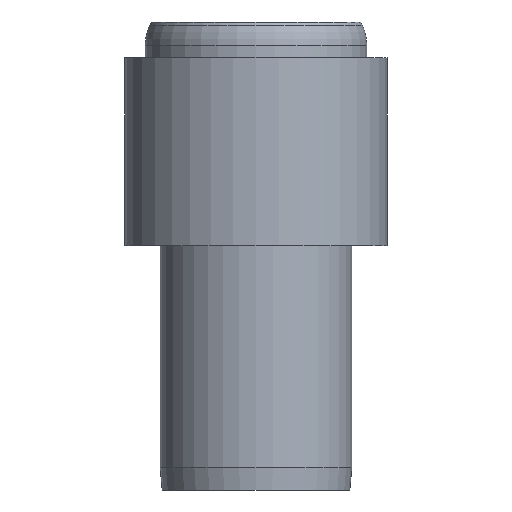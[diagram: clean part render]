
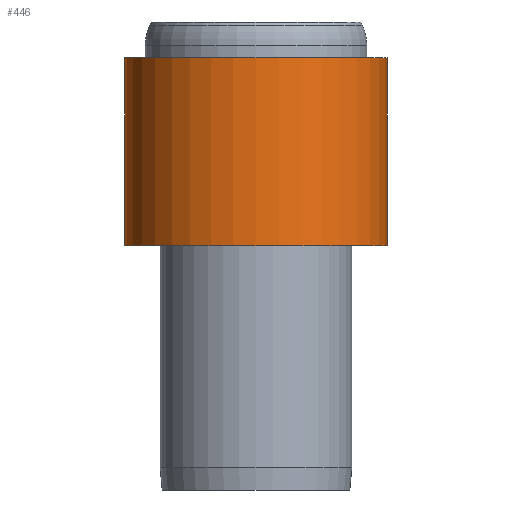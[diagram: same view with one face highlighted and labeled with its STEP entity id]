
A CAD part, front view. The second image highlights one B-rep face of the part: STEP entity #446.
In plain terms, the highlighted cylindrical face has radius 698.5 mm (diameter 1397 mm), a full revolution.
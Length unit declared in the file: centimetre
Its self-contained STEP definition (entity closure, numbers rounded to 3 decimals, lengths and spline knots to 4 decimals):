
#30=CYLINDRICAL_SURFACE('',#528,69.85);
#50=LINE('',#840,#62);
#62=VECTOR('',#703,69.85);
#92=FACE_OUTER_BOUND('',#122,.T.);
#122=EDGE_LOOP('',(#404,#405,#406,#407));
#175=CIRCLE('',#527,69.85);
#176=CIRCLE('',#529,69.85);
#216=VERTEX_POINT('',#835);
#217=VERTEX_POINT('',#838);
#279=EDGE_CURVE('',#216,#216,#175,.T.);
#280=EDGE_CURVE('',#217,#217,#176,.T.);
#281=EDGE_CURVE('',#217,#216,#50,.T.);
#404=ORIENTED_EDGE('',*,*,#280,.F.);
#405=ORIENTED_EDGE('',*,*,#281,.T.);
#406=ORIENTED_EDGE('',*,*,#279,.T.);
#407=ORIENTED_EDGE('',*,*,#281,.F.);
#446=ADVANCED_FACE('',(#92),#30,.T.);
#527=AXIS2_PLACEMENT_3D('',#836,#697,#698);
#528=AXIS2_PLACEMENT_3D('',#837,#699,#700);
#529=AXIS2_PLACEMENT_3D('',#839,#701,#702);
#697=DIRECTION('center_axis',(0.,0.,-1.));
#698=DIRECTION('ref_axis',(1.,0.,0.));
#699=DIRECTION('center_axis',(0.,0.,-1.));
#700=DIRECTION('ref_axis',(1.,0.,0.));
#701=DIRECTION('center_axis',(0.,0.,-1.));
#702=DIRECTION('ref_axis',(1.,0.,0.));
#703=DIRECTION('',(0.,0.,1.));
#835=CARTESIAN_POINT('',(-69.85,0.,230.));
#836=CARTESIAN_POINT('Origin',(0.,0.,230.));
#837=CARTESIAN_POINT('Origin',(0.,0.,180.));
#838=CARTESIAN_POINT('',(-69.85,0.,130.));
#839=CARTESIAN_POINT('Origin',(0.,0.,130.));
#840=CARTESIAN_POINT('',(-69.85,0.,180.));
